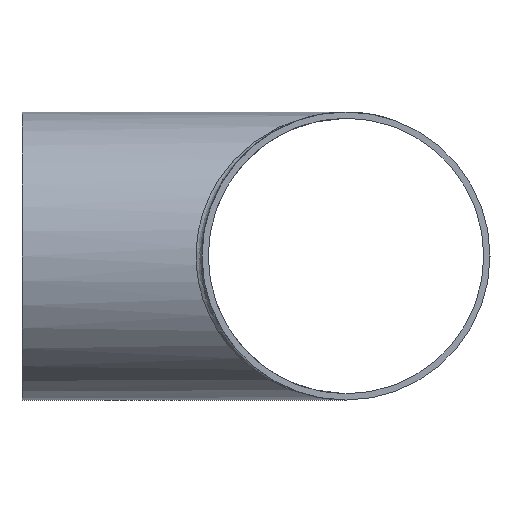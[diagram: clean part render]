
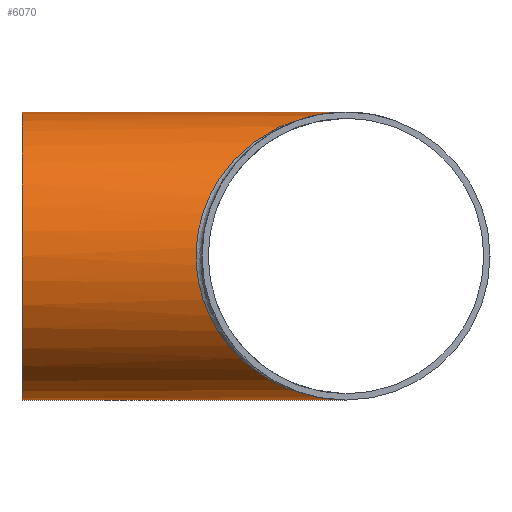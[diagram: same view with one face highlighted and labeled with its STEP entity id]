
A CAD part, left-side view. The second image highlights one B-rep face of the part: STEP entity #6070.
In plain terms, the highlighted cylindrical face has radius 38.1 mm (diameter 76.2 mm), a full revolution.
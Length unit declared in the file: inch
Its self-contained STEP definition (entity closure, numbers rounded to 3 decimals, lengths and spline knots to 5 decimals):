
#79=ELLIPSE('',#6407,2.16597,1.5);
#80=ELLIPSE('',#6408,2.16597,1.5);
#119=FACE_BOUND('',#1120,.T.);
#754=FACE_OUTER_BOUND('',#1119,.T.);
#1119=EDGE_LOOP('',(#5672,#5673));
#1120=EDGE_LOOP('',(#5674));
#1223=CIRCLE('',#6417,1.5);
#2978=VERTEX_POINT('',#13222);
#2979=VERTEX_POINT('',#13223);
#2985=VERTEX_POINT('',#13345);
#3878=EDGE_CURVE('',#2979,#2978,#79,.T.);
#3879=EDGE_CURVE('',#2978,#2979,#80,.T.);
#3885=EDGE_CURVE('',#2985,#2985,#1223,.T.);
#5672=ORIENTED_EDGE('',*,*,#3879,.F.);
#5673=ORIENTED_EDGE('',*,*,#3878,.F.);
#5674=ORIENTED_EDGE('',*,*,#3885,.T.);
#5717=CYLINDRICAL_SURFACE('',#6416,1.5);
#6070=ADVANCED_FACE('',(#754,#119),#5717,.T.);
#6407=AXIS2_PLACEMENT_3D('',#13280,#7508,#7509);
#6408=AXIS2_PLACEMENT_3D('',#13331,#7510,#7511);
#6416=AXIS2_PLACEMENT_3D('',#13344,#7526,#7527);
#6417=AXIS2_PLACEMENT_3D('',#13346,#7528,#7529);
#7508=DIRECTION('center_axis',(-0.721,-0.693,0.));
#7509=DIRECTION('ref_axis',(-0.693,0.721,0.));
#7510=DIRECTION('center_axis',(0.721,-0.693,0.));
#7511=DIRECTION('ref_axis',(0.693,0.721,0.));
#7526=DIRECTION('center_axis',(0.,-1.,0.));
#7527=DIRECTION('ref_axis',(1.,0.,0.));
#7528=DIRECTION('center_axis',(0.,-1.,0.));
#7529=DIRECTION('ref_axis',(1.,0.,0.));
#13222=CARTESIAN_POINT('',(0.,0.,-1.5));
#13223=CARTESIAN_POINT('',(0.,0.,1.5));
#13280=CARTESIAN_POINT('Origin',(0.,0.,0.));
#13331=CARTESIAN_POINT('Origin',(0.,0.,0.));
#13344=CARTESIAN_POINT('Origin',(0.,3.375,0.));
#13345=CARTESIAN_POINT('',(-1.5,3.375,0.));
#13346=CARTESIAN_POINT('Origin',(0.,3.375,0.));
